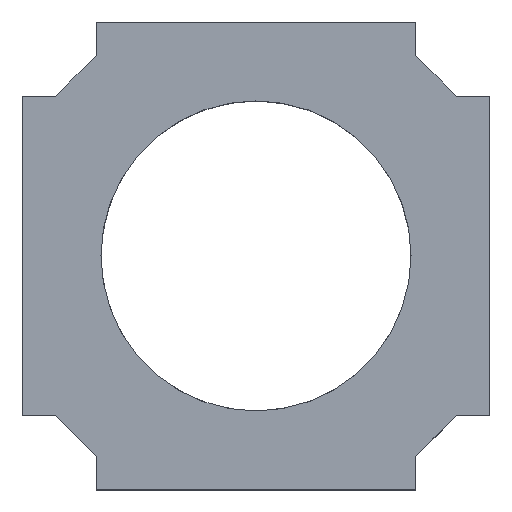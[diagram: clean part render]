
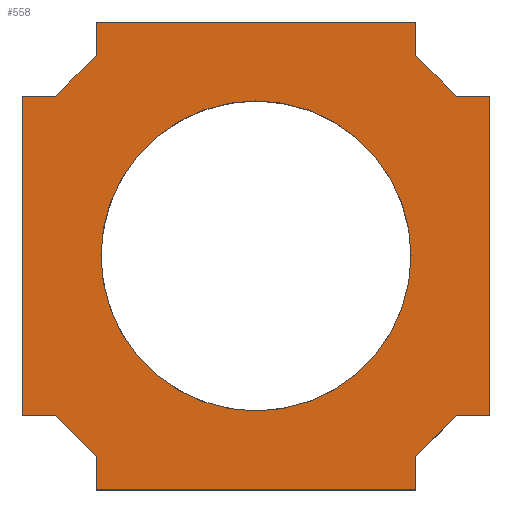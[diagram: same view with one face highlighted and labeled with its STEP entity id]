
A CAD part, top view. The second image highlights one B-rep face of the part: STEP entity #558.
In plain terms, the highlighted planar face has unit normal (0, 0, 1).
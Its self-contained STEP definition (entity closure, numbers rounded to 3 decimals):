
#54=FACE_BOUND('',#221,.T.);
#61=LINE('',#941,#113);
#65=LINE('',#949,#117);
#68=LINE('',#955,#120);
#71=LINE('',#962,#123);
#75=LINE('',#970,#127);
#78=LINE('',#976,#130);
#81=LINE('',#983,#133);
#85=LINE('',#991,#137);
#88=LINE('',#997,#140);
#91=LINE('',#1004,#143);
#95=LINE('',#1012,#147);
#98=LINE('',#1018,#150);
#101=LINE('',#1023,#153);
#103=LINE('',#1026,#155);
#107=LINE('',#1032,#159);
#108=LINE('',#1034,#160);
#113=VECTOR('',#677,10.);
#117=VECTOR('',#683,10.);
#120=VECTOR('',#688,10.);
#123=VECTOR('',#693,10.);
#127=VECTOR('',#699,10.);
#130=VECTOR('',#704,10.);
#133=VECTOR('',#709,10.);
#137=VECTOR('',#715,10.);
#140=VECTOR('',#720,10.);
#143=VECTOR('',#725,10.);
#147=VECTOR('',#731,10.);
#150=VECTOR('',#736,10.);
#153=VECTOR('',#741,10.);
#155=VECTOR('',#745,10.);
#159=VECTOR('',#753,10.);
#160=VECTOR('',#756,10.);
#191=FACE_OUTER_BOUND('',#220,.T.);
#220=EDGE_LOOP('',(#493,#494,#495,#496,#497,#498,#499,#500,#501,#502,#503,
#504,#505,#506,#507,#508));
#221=EDGE_LOOP('',(#509));
#231=CIRCLE('',#597,16.5);
#264=VERTEX_POINT('',#931);
#266=VERTEX_POINT('',#939);
#267=VERTEX_POINT('',#940);
#270=VERTEX_POINT('',#948);
#272=VERTEX_POINT('',#954);
#274=VERTEX_POINT('',#960);
#275=VERTEX_POINT('',#961);
#278=VERTEX_POINT('',#969);
#280=VERTEX_POINT('',#975);
#282=VERTEX_POINT('',#981);
#283=VERTEX_POINT('',#982);
#286=VERTEX_POINT('',#990);
#288=VERTEX_POINT('',#996);
#290=VERTEX_POINT('',#1002);
#291=VERTEX_POINT('',#1003);
#294=VERTEX_POINT('',#1011);
#296=VERTEX_POINT('',#1017);
#319=EDGE_CURVE('',#264,#264,#231,.T.);
#322=EDGE_CURVE('',#266,#267,#61,.T.);
#326=EDGE_CURVE('',#270,#266,#65,.T.);
#329=EDGE_CURVE('',#272,#270,#68,.T.);
#332=EDGE_CURVE('',#274,#275,#71,.T.);
#336=EDGE_CURVE('',#275,#278,#75,.T.);
#339=EDGE_CURVE('',#280,#274,#78,.T.);
#342=EDGE_CURVE('',#282,#283,#81,.T.);
#346=EDGE_CURVE('',#286,#282,#85,.T.);
#349=EDGE_CURVE('',#288,#286,#88,.T.);
#352=EDGE_CURVE('',#290,#291,#91,.T.);
#356=EDGE_CURVE('',#291,#294,#95,.T.);
#359=EDGE_CURVE('',#296,#290,#98,.T.);
#362=EDGE_CURVE('',#267,#288,#101,.T.);
#364=EDGE_CURVE('',#283,#296,#103,.T.);
#368=EDGE_CURVE('',#294,#280,#107,.T.);
#369=EDGE_CURVE('',#278,#272,#108,.T.);
#493=ORIENTED_EDGE('',*,*,#369,.T.);
#494=ORIENTED_EDGE('',*,*,#329,.T.);
#495=ORIENTED_EDGE('',*,*,#326,.T.);
#496=ORIENTED_EDGE('',*,*,#322,.T.);
#497=ORIENTED_EDGE('',*,*,#362,.T.);
#498=ORIENTED_EDGE('',*,*,#349,.T.);
#499=ORIENTED_EDGE('',*,*,#346,.T.);
#500=ORIENTED_EDGE('',*,*,#342,.T.);
#501=ORIENTED_EDGE('',*,*,#364,.T.);
#502=ORIENTED_EDGE('',*,*,#359,.T.);
#503=ORIENTED_EDGE('',*,*,#352,.T.);
#504=ORIENTED_EDGE('',*,*,#356,.T.);
#505=ORIENTED_EDGE('',*,*,#368,.T.);
#506=ORIENTED_EDGE('',*,*,#339,.T.);
#507=ORIENTED_EDGE('',*,*,#332,.T.);
#508=ORIENTED_EDGE('',*,*,#336,.T.);
#509=ORIENTED_EDGE('',*,*,#319,.T.);
#532=PLANE('',#616);
#558=ADVANCED_FACE('',(#191,#54),#532,.F.);
#597=AXIS2_PLACEMENT_3D('',#933,#668,#669);
#616=AXIS2_PLACEMENT_3D('',#1033,#754,#755);
#668=DIRECTION('center_axis',(0.,0.,
-1.));
#669=DIRECTION('ref_axis',(-1.,0.,0.));
#677=DIRECTION('',(1.,0.,0.));
#683=DIRECTION('',(0.707,0.707,0.));
#688=DIRECTION('',(0.,1.,0.));
#693=DIRECTION('',(0.707,-0.707,0.));
#699=DIRECTION('',(0.,-1.,0.));
#704=DIRECTION('',(1.,0.,0.));
#709=DIRECTION('',(0.,1.,0.));
#715=DIRECTION('',(-0.707,0.707,0.));
#720=DIRECTION('',(-1.,0.,0.));
#725=DIRECTION('',(-0.707,-0.707,0.));
#731=DIRECTION('',(-1.,0.,0.));
#736=DIRECTION('',(0.,-1.,0.));
#741=DIRECTION('',(0.,1.,0.));
#745=DIRECTION('',(-1.,0.,0.));
#753=DIRECTION('',(0.,-1.,0.));
#754=DIRECTION('center_axis',(0.,0.,
-1.));
#755=DIRECTION('ref_axis',(-1.,0.,0.));
#756=DIRECTION('',(1.,0.,0.));
#931=CARTESIAN_POINT('',(-18.93,20.93,22.));
#933=CARTESIAN_POINT('Origin',(-35.43,20.93,22.));
#939=CARTESIAN_POINT('',(-14.105,3.93,22.));
#940=CARTESIAN_POINT('',(-10.53,3.93,22.));
#941=CARTESIAN_POINT('',(-24.767,3.93,22.));
#948=CARTESIAN_POINT('',(-18.43,-0.395,22.));
#949=CARTESIAN_POINT('',(-17.349,0.686,22.));
#954=CARTESIAN_POINT('',(-18.43,-3.97,22.));
#955=CARTESIAN_POINT('',(-18.43,8.48,22.));
#960=CARTESIAN_POINT('',(-56.755,3.93,22.));
#961=CARTESIAN_POINT('',(-52.389,-0.437,22.));
#962=CARTESIAN_POINT('',(-55.674,2.849,22.));
#969=CARTESIAN_POINT('',(-52.389,-3.97,22.));
#970=CARTESIAN_POINT('',(-52.389,10.247,22.));
#975=CARTESIAN_POINT('',(-60.33,3.93,22.));
#976=CARTESIAN_POINT('',(-47.88,3.93,22.));
#981=CARTESIAN_POINT('',(-18.43,42.255,22.));
#982=CARTESIAN_POINT('',(-18.43,45.83,22.));
#983=CARTESIAN_POINT('',(-18.43,31.593,22.));
#990=CARTESIAN_POINT('',(-14.105,37.93,22.));
#991=CARTESIAN_POINT('',(-15.186,39.011,22.));
#996=CARTESIAN_POINT('',(-10.53,37.93,22.));
#997=CARTESIAN_POINT('',(-22.98,37.93,22.));
#1002=CARTESIAN_POINT('',(-52.43,42.255,22.));
#1003=CARTESIAN_POINT('',(-56.755,37.93,22.));
#1004=CARTESIAN_POINT('',(-53.511,41.174,22.));
#1011=CARTESIAN_POINT('',(-60.33,37.93,22.));
#1012=CARTESIAN_POINT('',(-46.093,37.93,22.));
#1017=CARTESIAN_POINT('',(-52.43,45.83,22.));
#1018=CARTESIAN_POINT('',(-52.43,33.38,22.));
#1023=CARTESIAN_POINT('',(-10.53,29.33,22.));
#1026=CARTESIAN_POINT('',(-43.83,45.83,22.));
#1032=CARTESIAN_POINT('',(-60.33,12.53,22.));
#1033=CARTESIAN_POINT('Origin',(-58.501,20.93,22.));
#1034=CARTESIAN_POINT('',(-27.03,-3.97,22.));
